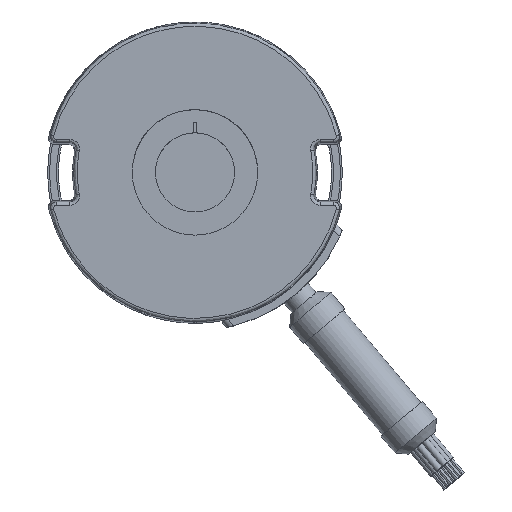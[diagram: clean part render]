
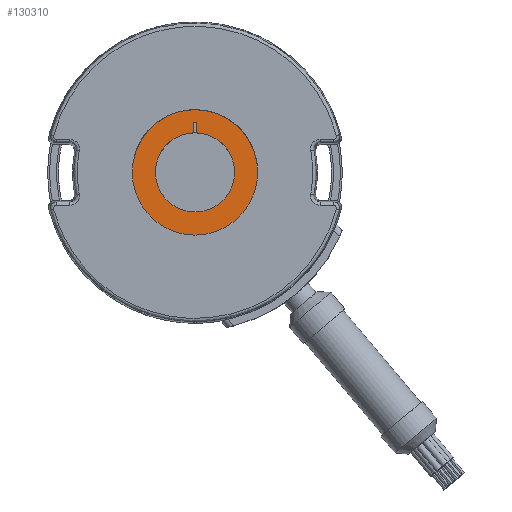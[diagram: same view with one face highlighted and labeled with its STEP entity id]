
A CAD part, top view. The second image highlights one B-rep face of the part: STEP entity #130310.
In plain terms, the highlighted face is planar.
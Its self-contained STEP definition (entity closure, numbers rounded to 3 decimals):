
#37840=CARTESIAN_POINT('',(599.136,95.595,-8.07));
#37850=VERTEX_POINT('',#37840);
#38030=CARTESIAN_POINT('',(619.136,95.595,-8.07));
#38040=VERTEX_POINT('',#38030);
#38070=CARTESIAN_POINT('',(609.136,95.595,-8.07));
#38080=DIRECTION('',(0.,0.,-1.));
#38090=DIRECTION('',(-1.,0.,0.));
#38100=AXIS2_PLACEMENT_3D('',#38070,#38080,#38090);
#38110=CIRCLE('',#38100,10.);
#38120=EDGE_CURVE('',#38040,#37850,#38110,.T.);
#124010=EDGE_CURVE('',#37850,#38040,#38110,.T.);
#129490=CARTESIAN_POINT('',(609.386,101.89,-8.07));
#129500=VERTEX_POINT('',#129490);
#129550=CARTESIAN_POINT('',(609.386,95.451,-8.07));
#129560=DIRECTION('',(0.,1.,0.));
#129570=VECTOR('',#129560,1.);
#129580=LINE('',#129550,#129570);
#129590=CARTESIAN_POINT('',(609.386,103.595,-8.07));
#129600=VERTEX_POINT('',#129590);
#129610=EDGE_CURVE('',#129500,#129600,#129580,.T.);
#129880=CARTESIAN_POINT('',(593.405,106.095,-8.07));
#129890=DIRECTION('',(0.,0.,-1.));
#129900=DIRECTION('',(-1.,0.,0.));
#129910=AXIS2_PLACEMENT_3D('',#129880,#129890,#129900);
#129920=PLANE('',#129910);
#129930=CARTESIAN_POINT('',(608.886,95.74,-8.07));
#129940=DIRECTION('',(0.,-1.,0.));
#129950=VECTOR('',#129940,1.);
#129960=LINE('',#129930,#129950);
#129970=CARTESIAN_POINT('',(608.886,103.595,-8.07));
#129980=VERTEX_POINT('',#129970);
#129990=CARTESIAN_POINT('',(608.886,101.89,-8.07));
#130000=VERTEX_POINT('',#129990);
#130010=EDGE_CURVE('',#129980,#130000,#129960,.T.);
#130020=ORIENTED_EDGE('',*,*,#130010,.T.);
#130030=CARTESIAN_POINT('',(627.611,103.595,-8.07));
#130040=DIRECTION('',(-1.,0.,0.));
#130050=VECTOR('',#130040,1.);
#130060=LINE('',#130030,#130050);
#130070=EDGE_CURVE('',#129600,#129980,#130060,.T.);
#130080=ORIENTED_EDGE('',*,*,#130070,.T.);
#130090=ORIENTED_EDGE('',*,*,#129610,.T.);
#130100=CARTESIAN_POINT('',(609.136,95.595,-8.07));
#130110=DIRECTION('',(0.,0.,-1.));
#130120=DIRECTION('',(-1.,0.,0.));
#130130=AXIS2_PLACEMENT_3D('',#130100,#130110,#130120);
#130140=CIRCLE('',#130130,6.3);
#130150=CARTESIAN_POINT('',(615.436,95.595,-8.07));
#130160=VERTEX_POINT('',#130150);
#130170=EDGE_CURVE('',#129500,#130160,#130140,.T.);
#130180=ORIENTED_EDGE('',*,*,#130170,.F.);
#130190=CARTESIAN_POINT('',(602.836,95.595,-8.07));
#130200=VERTEX_POINT('',#130190);
#130210=EDGE_CURVE('',#130160,#130200,#130140,.T.);
#130220=ORIENTED_EDGE('',*,*,#130210,.F.);
#130230=EDGE_CURVE('',#130200,#130000,#130140,.T.);
#130240=ORIENTED_EDGE('',*,*,#130230,.F.);
#130250=EDGE_LOOP('',(#130240,#130220,#130180,#130090,#130080,#130020));
#130260=FACE_BOUND('',#130250,.T.);
#130270=ORIENTED_EDGE('',*,*,#124010,.T.);
#130280=ORIENTED_EDGE('',*,*,#38120,.T.);
#130290=EDGE_LOOP('',(#130280,#130270));
#130300=FACE_OUTER_BOUND('',#130290,.T.);
#130310=ADVANCED_FACE('',(#130260,#130300),#129920,.T.);
